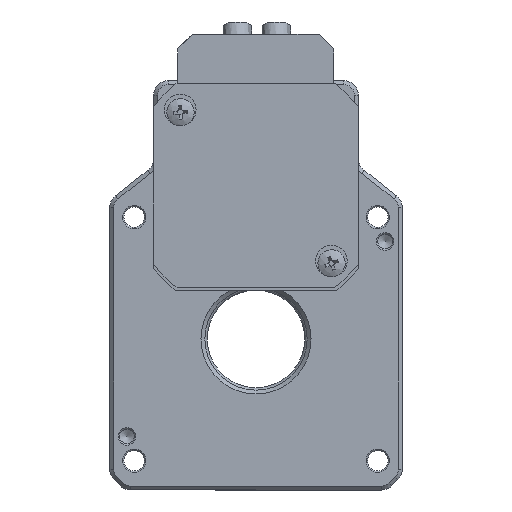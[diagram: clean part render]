
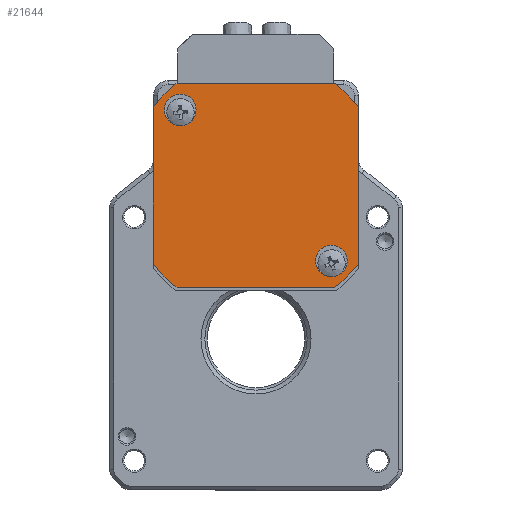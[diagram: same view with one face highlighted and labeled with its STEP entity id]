
A CAD part, front view. The second image highlights one B-rep face of the part: STEP entity #21644.
In plain terms, the highlighted planar face has unit normal (0, -1, 0).
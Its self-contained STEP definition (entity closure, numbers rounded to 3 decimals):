
#1144 = DIRECTION ( 'NONE',  ( -1., 0., 0. ) ) ;
#1148 = DIRECTION ( 'NONE',  ( 0., 1., 0. ) ) ;
#1151 = CARTESIAN_POINT ( 'NONE',  ( -0.047, -66.7, 31.498 ) ) ;
#1463 = AXIS2_PLACEMENT_3D ( 'NONE', #17112, #17111, #17107 ) ;
#1489 = EDGE_CURVE ( 'NONE', #16228, #16228, #7151, .T. ) ;
#2243 = CIRCLE ( 'NONE', #16910, 26.5 ) ;
#2640 = CIRCLE ( 'NONE', #17314, 3.25 ) ;
#4337 = DIRECTION ( 'NONE',  ( -1., 0., 0. ) ) ;
#4340 = DIRECTION ( 'NONE',  ( 0., 1., 0. ) ) ;
#4368 = CARTESIAN_POINT ( 'NONE',  ( -0.047, -66.7, 31.498 ) ) ;
#5385 = CARTESIAN_POINT ( 'NONE',  ( 20.953, -66.7, 15.335 ) ) ;
#5394 = VERTEX_POINT ( 'NONE', #17002 ) ;
#6018 = EDGE_CURVE ( 'NONE', #23380, #18387, #20793, .T. ) ;
#6050 = VECTOR ( 'NONE', #20764, 1000. ) ;
#7139 = VERTEX_POINT ( 'NONE', #9032 ) ;
#7151 = CIRCLE ( 'NONE', #18755, 3.25 ) ;
#7310 = AXIS2_PLACEMENT_3D ( 'NONE', #4368, #4340, #4337 ) ;
#7690 = VECTOR ( 'NONE', #12470, 1000. ) ;
#8389 = CARTESIAN_POINT ( 'NONE',  ( -21.047, -66.7, 15.335 ) ) ;
#8407 = CARTESIAN_POINT ( 'NONE',  ( -16.21, -66.7, 10.498 ) ) ;
#8608 = DIRECTION ( 'NONE',  ( -1., 0., 0. ) ) ;
#8611 = CARTESIAN_POINT ( 'NONE',  ( -16.21, -66.7, 10.498 ) ) ;
#8621 = LINE ( 'NONE', #8611, #20450 ) ;
#9032 = CARTESIAN_POINT ( 'NONE',  ( -16.21, -66.7, 52.498 ) ) ;
#9299 = DIRECTION ( 'NONE',  ( 1., 0., 0. ) ) ;
#9323 = DIRECTION ( 'NONE',  ( 0., -1., 0. ) ) ;
#9330 = CARTESIAN_POINT ( 'NONE',  ( 15.453, -66.7, 15.998 ) ) ;
#10729 = CIRCLE ( 'NONE', #25500, 26.5 ) ;
#12238 = EDGE_LOOP ( 'NONE', ( #13384, #13358, #13347, #13690, #13840, #13803, #13005, #13034 ) ) ;
#12470 = DIRECTION ( 'NONE',  ( 1., 0., 0. ) ) ;
#12502 = CARTESIAN_POINT ( 'NONE',  ( -16.21, -66.7, 52.498 ) ) ;
#12533 = LINE ( 'NONE', #12502, #7690 ) ;
#12599 = CIRCLE ( 'NONE', #1463, 26.5 ) ;
#12756 = VECTOR ( 'NONE', #15794, 1000. ) ;
#12761 = EDGE_CURVE ( 'NONE', #12879, #12879, #2640, .T. ) ;
#12872 = CARTESIAN_POINT ( 'NONE',  ( -12.297, -66.7, 46.998 ) ) ;
#12879 = VERTEX_POINT ( 'NONE', #12872 ) ;
#13005 = ORIENTED_EDGE ( 'NONE', *, *, #21534, .F. ) ;
#13034 = ORIENTED_EDGE ( 'NONE', *, *, #16423, .F. ) ;
#13212 = EDGE_LOOP ( 'NONE', ( #14513 ) ) ;
#13317 = ORIENTED_EDGE ( 'NONE', *, *, #12761, .F. ) ;
#13347 = ORIENTED_EDGE ( 'NONE', *, *, #22449, .F. ) ;
#13358 = ORIENTED_EDGE ( 'NONE', *, *, #19869, .F. ) ;
#13384 = ORIENTED_EDGE ( 'NONE', *, *, #20692, .F. ) ;
#13620 = EDGE_LOOP ( 'NONE', ( #13317 ) ) ;
#13690 = ORIENTED_EDGE ( 'NONE', *, *, #6018, .F. ) ;
#13803 = ORIENTED_EDGE ( 'NONE', *, *, #14119, .F. ) ;
#13840 = ORIENTED_EDGE ( 'NONE', *, *, #24305, .F. ) ;
#14119 = EDGE_CURVE ( 'NONE', #19406, #14130, #8621, .T. ) ;
#14130 = VERTEX_POINT ( 'NONE', #8407 ) ;
#14396 = VERTEX_POINT ( 'NONE', #5385 ) ;
#14513 = ORIENTED_EDGE ( 'NONE', *, *, #1489, .F. ) ;
#15421 = CARTESIAN_POINT ( 'NONE',  ( 16.116, -66.7, 52.498 ) ) ;
#15794 = DIRECTION ( 'NONE',  ( 0., 0., -1. ) ) ;
#15797 = CARTESIAN_POINT ( 'NONE',  ( 20.953, -66.7, 47.661 ) ) ;
#15838 = LINE ( 'NONE', #15797, #12756 ) ;
#16145 = CARTESIAN_POINT ( 'NONE',  ( 16.116, -66.7, 10.498 ) ) ;
#16206 = CARTESIAN_POINT ( 'NONE',  ( 18.703, -66.7, 15.998 ) ) ;
#16228 = VERTEX_POINT ( 'NONE', #16206 ) ;
#16423 = EDGE_CURVE ( 'NONE', #5394, #14396, #15838, .T. ) ;
#16910 = AXIS2_PLACEMENT_3D ( 'NONE', #24109, #24105, #24079 ) ;
#17002 = CARTESIAN_POINT ( 'NONE',  ( 20.953, -66.7, 47.661 ) ) ;
#17107 = DIRECTION ( 'NONE',  ( -1., 0., 0. ) ) ;
#17111 = DIRECTION ( 'NONE',  ( 0., 1., 0. ) ) ;
#17112 = CARTESIAN_POINT ( 'NONE',  ( -0.047, -66.7, 31.498 ) ) ;
#17314 = AXIS2_PLACEMENT_3D ( 'NONE', #20923, #20919, #20895 ) ;
#18387 = VERTEX_POINT ( 'NONE', #24145 ) ;
#18755 = AXIS2_PLACEMENT_3D ( 'NONE', #9330, #9323, #9299 ) ;
#18912 = CIRCLE ( 'NONE', #7310, 26.5 ) ;
#19406 = VERTEX_POINT ( 'NONE', #16145 ) ;
#19869 = EDGE_CURVE ( 'NONE', #7139, #22595, #12533, .T. ) ;
#20450 = VECTOR ( 'NONE', #8608, 1000. ) ;
#20692 = EDGE_CURVE ( 'NONE', #22595, #5394, #18912, .T. ) ;
#20764 = DIRECTION ( 'NONE',  ( 0., 0., 1. ) ) ;
#20793 = LINE ( 'NONE', #20798, #6050 ) ;
#20798 = CARTESIAN_POINT ( 'NONE',  ( -21.047, -66.7, 47.661 ) ) ;
#20895 = DIRECTION ( 'NONE',  ( 1., 0., 0. ) ) ;
#20919 = DIRECTION ( 'NONE',  ( 0., -1., 0. ) ) ;
#20923 = CARTESIAN_POINT ( 'NONE',  ( -15.547, -66.7, 46.998 ) ) ;
#21534 = EDGE_CURVE ( 'NONE', #14396, #19406, #2243, .T. ) ;
#21644 = ADVANCED_FACE ( 'NONE', ( #23464, #23461, #23430 ), #23428, .F. ) ;
#22449 = EDGE_CURVE ( 'NONE', #18387, #7139, #12599, .T. ) ;
#22595 = VERTEX_POINT ( 'NONE', #15421 ) ;
#23355 = DIRECTION ( 'NONE',  ( -1., 0., 0. ) ) ;
#23380 = VERTEX_POINT ( 'NONE', #8389 ) ;
#23390 = DIRECTION ( 'NONE',  ( 0., 1., 0. ) ) ;
#23423 = CARTESIAN_POINT ( 'NONE',  ( -0.047, -66.7, 31.498 ) ) ;
#23428 = PLANE ( 'NONE',  #24438 ) ;
#23430 = FACE_BOUND ( 'NONE', #13212, .T. ) ;
#23461 = FACE_OUTER_BOUND ( 'NONE', #12238, .T. ) ;
#23464 = FACE_BOUND ( 'NONE', #13620, .T. ) ;
#24079 = DIRECTION ( 'NONE',  ( -1., 0., 0. ) ) ;
#24105 = DIRECTION ( 'NONE',  ( 0., 1., 0. ) ) ;
#24109 = CARTESIAN_POINT ( 'NONE',  ( -0.047, -66.7, 31.498 ) ) ;
#24145 = CARTESIAN_POINT ( 'NONE',  ( -21.047, -66.7, 47.661 ) ) ;
#24305 = EDGE_CURVE ( 'NONE', #14130, #23380, #10729, .T. ) ;
#24438 = AXIS2_PLACEMENT_3D ( 'NONE', #23423, #23390, #23355 ) ;
#25500 = AXIS2_PLACEMENT_3D ( 'NONE', #1151, #1148, #1144 ) ;
